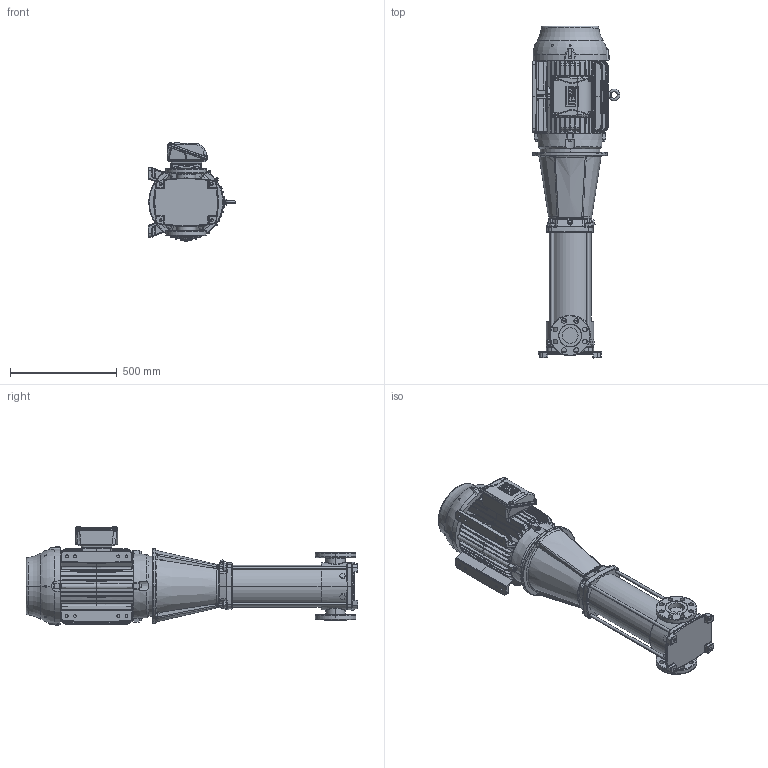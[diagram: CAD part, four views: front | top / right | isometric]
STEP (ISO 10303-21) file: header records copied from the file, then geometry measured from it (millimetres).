
FILE_DESCRIPTION (( 'STEP AP203' ), '1' );
FILE_NAME ('3350102 - MVI-160-6_2-25 HP-284TSC-304-E-575~3.step', '2022-03-31T13:53:09', ( '' ), ( '' ), 'SwSTEP 2.0', 'SolidWorks 2021', '' );
FILE_SCHEMA (( 'CONFIG_CONTROL_DESIGN' ));
Length unit declared in the file: inch
Products named in the file (5): MVI PEO - [304-EPDM]_3304102 - MVI-160-6_2-25 HP-284TSC-304-E-S; 2700105 - NEMA V2 25 HP 284_6TSC 575~3 TEFC W; sbi_n_32-6-2_flange(NEMA); 3350102 - MVI-160-6_2-25 HP-284TSC-304-E-575~3; TEFC MOTOR_2700105 - NEMA V2 25 HP 284_6TSC 575~3 TEFC W
Assembly tree (4 placements, depth 3):
  3350102 - MVI-160-6_2-25 HP-284TSC-304-E-575~3
    MVI PEO - [304-EPDM]_3304102 - MVI-160-6_2-25 HP-284TSC-304-E-S
      sbi_n_32-6-2_flange(NEMA)
    TEFC MOTOR_2700105 - NEMA V2 25 HP 284_6TSC 575~3 TEFC W
      2700105 - NEMA V2 25 HP 284_6TSC 575~3 TEFC W
Bounding box: 410.76 x 1556.6 x 466.9 mm (x, y, z)
Volume: 90616930.3 mm3; surface area: 3422834 mm2
Topology: 22 solids, 31 shells, 3325 faces, 8344 edges, 5159 vertices
Faces by surface type: plane 1017, cylinder 1004, bspline 975, cone 258, torus 53, sphere 18
Entity records: 160502 total; most frequent: CARTESIAN_POINT 89513, ORIENTED_EDGE 16596, DIRECTION 12337, EDGE_CURVE 8298, VERTEX_POINT 5156, AXIS2_PLACEMENT_3D 4891, EDGE_LOOP 3524, FACE_OUTER_BOUND 3325
